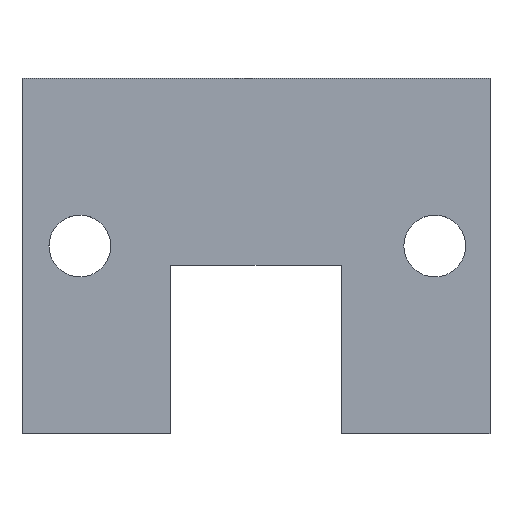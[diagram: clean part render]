
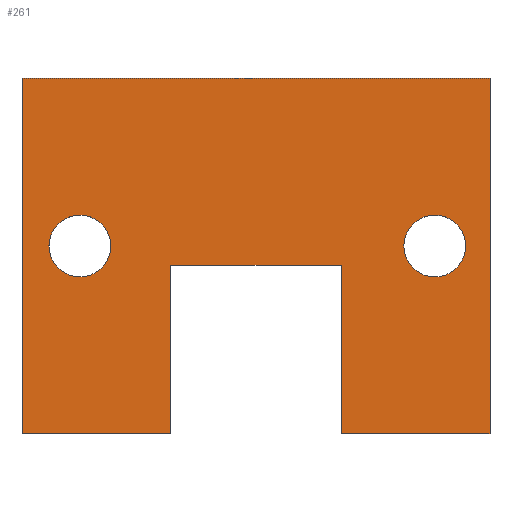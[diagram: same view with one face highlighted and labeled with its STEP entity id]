
A CAD part, top view. The second image highlights one B-rep face of the part: STEP entity #261.
In plain terms, the highlighted planar face has unit normal (0, 0, 1).
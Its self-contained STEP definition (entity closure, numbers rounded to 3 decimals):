
#3 = ORIENTED_EDGE ( 'NONE', *, *, #220, .T. ) ;
#8 = DIRECTION ( 'NONE',  ( 1., 0., 0. ) ) ;
#13 = VECTOR ( 'NONE', #201, 1000. ) ;
#15 = CARTESIAN_POINT ( 'NONE',  ( 4.742, 10.032, 4. ) ) ;
#19 = EDGE_CURVE ( 'NONE', #260, #331, #224, .T. ) ;
#23 = LINE ( 'NONE', #213, #269 ) ;
#25 = CARTESIAN_POINT ( 'NONE',  ( 0., 0., 4. ) ) ;
#30 = VERTEX_POINT ( 'NONE', #203 ) ;
#42 = CARTESIAN_POINT ( 'NONE',  ( 22.05, 10.032, 4. ) ) ;
#43 = AXIS2_PLACEMENT_3D ( 'NONE', #232, #308, #273 ) ;
#46 = VERTEX_POINT ( 'NONE', #348 ) ;
#50 = VECTOR ( 'NONE', #341, 1000. ) ;
#54 = EDGE_CURVE ( 'NONE', #30, #398, #112, .T. ) ;
#57 = ORIENTED_EDGE ( 'NONE', *, *, #96, .T. ) ;
#63 = CARTESIAN_POINT ( 'NONE',  ( 7.95, 0., 4. ) ) ;
#66 = VECTOR ( 'NONE', #210, 1000. ) ;
#72 = DIRECTION ( 'NONE',  ( 0., 0., -1. ) ) ;
#75 = ORIENTED_EDGE ( 'NONE', *, *, #109, .T. ) ;
#77 = CIRCLE ( 'NONE', #423, 1.65 ) ;
#80 = DIRECTION ( 'NONE',  ( 0., 0., 1. ) ) ;
#86 = LINE ( 'NONE', #196, #50 ) ;
#87 = DIRECTION ( 'NONE',  ( 1., 0., 0. ) ) ;
#94 = VERTEX_POINT ( 'NONE', #305 ) ;
#96 = EDGE_CURVE ( 'NONE', #94, #465, #86, .T. ) ;
#102 = ORIENTED_EDGE ( 'NONE', *, *, #19, .F. ) ;
#109 = EDGE_CURVE ( 'NONE', #46, #154, #199, .T. ) ;
#111 = CARTESIAN_POINT ( 'NONE',  ( 0., 0., 4. ) ) ;
#112 = CIRCLE ( 'NONE', #43, 1.65 ) ;
#114 = CARTESIAN_POINT ( 'NONE',  ( 17.05, 9., 4. ) ) ;
#115 = EDGE_CURVE ( 'NONE', #444, #475, #267, .T. ) ;
#116 = DIRECTION ( 'NONE',  ( 1., 0., 0. ) ) ;
#126 = PLANE ( 'NONE',  #376 ) ;
#130 = EDGE_CURVE ( 'NONE', #475, #46, #23, .T. ) ;
#135 = LINE ( 'NONE', #242, #66 ) ;
#137 = VECTOR ( 'NONE', #381, 1000. ) ;
#140 = ORIENTED_EDGE ( 'NONE', *, *, #130, .T. ) ;
#145 = ORIENTED_EDGE ( 'NONE', *, *, #389, .F. ) ;
#146 = EDGE_CURVE ( 'NONE', #154, #94, #387, .T. ) ;
#154 = VERTEX_POINT ( 'NONE', #467 ) ;
#163 = DIRECTION ( 'NONE',  ( 0., 0., 1. ) ) ;
#166 = FACE_BOUND ( 'NONE', #191, .T. ) ;
#171 = EDGE_LOOP ( 'NONE', ( #102, #357 ) ) ;
#173 = EDGE_LOOP ( 'NONE', ( #372, #57, #328, #222, #3, #322, #140, #75 ) ) ;
#176 = ORIENTED_EDGE ( 'NONE', *, *, #54, .F. ) ;
#191 = EDGE_LOOP ( 'NONE', ( #145, #176 ) ) ;
#196 = CARTESIAN_POINT ( 'NONE',  ( 0., 0., 4. ) ) ;
#197 = CIRCLE ( 'NONE', #362, 1.65 ) ;
#199 = LINE ( 'NONE', #449, #13 ) ;
#200 = DIRECTION ( 'NONE',  ( 1., 0., 0. ) ) ;
#201 = DIRECTION ( 'NONE',  ( -1., 0., 0. ) ) ;
#203 = CARTESIAN_POINT ( 'NONE',  ( 1.442, 10.032, 4. ) ) ;
#205 = CARTESIAN_POINT ( 'NONE',  ( 25., 0., 4. ) ) ;
#210 = DIRECTION ( 'NONE',  ( 0., -1., 0. ) ) ;
#213 = CARTESIAN_POINT ( 'NONE',  ( 25., 0., 4. ) ) ;
#215 = FACE_BOUND ( 'NONE', #171, .T. ) ;
#216 = VECTOR ( 'NONE', #312, 1000. ) ;
#220 = EDGE_CURVE ( 'NONE', #370, #444, #135, .T. ) ;
#222 = ORIENTED_EDGE ( 'NONE', *, *, #397, .T. ) ;
#224 = CIRCLE ( 'NONE', #246, 1.65 ) ;
#232 = CARTESIAN_POINT ( 'NONE',  ( 3.092, 10.032, 4. ) ) ;
#236 = DIRECTION ( 'NONE',  ( 0., 0., 1. ) ) ;
#242 = CARTESIAN_POINT ( 'NONE',  ( 17.05, 0., 4. ) ) ;
#246 = AXIS2_PLACEMENT_3D ( 'NONE', #42, #163, #116 ) ;
#252 = DIRECTION ( 'NONE',  ( -1., 0., 0. ) ) ;
#260 = VERTEX_POINT ( 'NONE', #396 ) ;
#261 = ADVANCED_FACE ( 'NONE', ( #215, #166, #458 ), #126, .F. ) ;
#264 = CARTESIAN_POINT ( 'NONE',  ( 3.092, 10.032, 4. ) ) ;
#267 = LINE ( 'NONE', #414, #137 ) ;
#269 = VECTOR ( 'NONE', #315, 1000. ) ;
#271 = VECTOR ( 'NONE', #87, 1000. ) ;
#273 = DIRECTION ( 'NONE',  ( 1., 0., 0. ) ) ;
#296 = CARTESIAN_POINT ( 'NONE',  ( 7.95, 0., 4. ) ) ;
#305 = CARTESIAN_POINT ( 'NONE',  ( 0., 0., 4. ) ) ;
#308 = DIRECTION ( 'NONE',  ( 0., 0., 1. ) ) ;
#312 = DIRECTION ( 'NONE',  ( 0., -1., 0. ) ) ;
#315 = DIRECTION ( 'NONE',  ( 0., 1., 0. ) ) ;
#322 = ORIENTED_EDGE ( 'NONE', *, *, #115, .T. ) ;
#327 = LINE ( 'NONE', #296, #460 ) ;
#328 = ORIENTED_EDGE ( 'NONE', *, *, #363, .T. ) ;
#331 = VERTEX_POINT ( 'NONE', #334 ) ;
#334 = CARTESIAN_POINT ( 'NONE',  ( 20.4, 10.032, 4. ) ) ;
#340 = CARTESIAN_POINT ( 'NONE',  ( 7.95, 9., 4. ) ) ;
#341 = DIRECTION ( 'NONE',  ( 1., 0., 0. ) ) ;
#348 = CARTESIAN_POINT ( 'NONE',  ( 25., 19., 4. ) ) ;
#357 = ORIENTED_EDGE ( 'NONE', *, *, #373, .F. ) ;
#362 = AXIS2_PLACEMENT_3D ( 'NONE', #450, #80, #8 ) ;
#363 = EDGE_CURVE ( 'NONE', #465, #365, #327, .T. ) ;
#365 = VERTEX_POINT ( 'NONE', #405 ) ;
#370 = VERTEX_POINT ( 'NONE', #114 ) ;
#372 = ORIENTED_EDGE ( 'NONE', *, *, #146, .T. ) ;
#373 = EDGE_CURVE ( 'NONE', #331, #260, #197, .T. ) ;
#376 = AXIS2_PLACEMENT_3D ( 'NONE', #111, #72, #252 ) ;
#381 = DIRECTION ( 'NONE',  ( 1., 0., 0. ) ) ;
#387 = LINE ( 'NONE', #25, #216 ) ;
#389 = EDGE_CURVE ( 'NONE', #398, #30, #77, .T. ) ;
#396 = CARTESIAN_POINT ( 'NONE',  ( 23.7, 10.032, 4. ) ) ;
#397 = EDGE_CURVE ( 'NONE', #365, #370, #413, .T. ) ;
#398 = VERTEX_POINT ( 'NONE', #15 ) ;
#405 = CARTESIAN_POINT ( 'NONE',  ( 7.95, 9., 4. ) ) ;
#413 = LINE ( 'NONE', #340, #271 ) ;
#414 = CARTESIAN_POINT ( 'NONE',  ( 17.05, 0., 4. ) ) ;
#417 = CARTESIAN_POINT ( 'NONE',  ( 17.05, 0., 4. ) ) ;
#423 = AXIS2_PLACEMENT_3D ( 'NONE', #264, #236, #200 ) ;
#439 = DIRECTION ( 'NONE',  ( 0., 1., 0. ) ) ;
#444 = VERTEX_POINT ( 'NONE', #417 ) ;
#449 = CARTESIAN_POINT ( 'NONE',  ( 0., 19., 4. ) ) ;
#450 = CARTESIAN_POINT ( 'NONE',  ( 22.05, 10.032, 4. ) ) ;
#458 = FACE_OUTER_BOUND ( 'NONE', #173, .T. ) ;
#460 = VECTOR ( 'NONE', #439, 1000. ) ;
#465 = VERTEX_POINT ( 'NONE', #63 ) ;
#467 = CARTESIAN_POINT ( 'NONE',  ( 0., 19., 4. ) ) ;
#475 = VERTEX_POINT ( 'NONE', #205 ) ;
